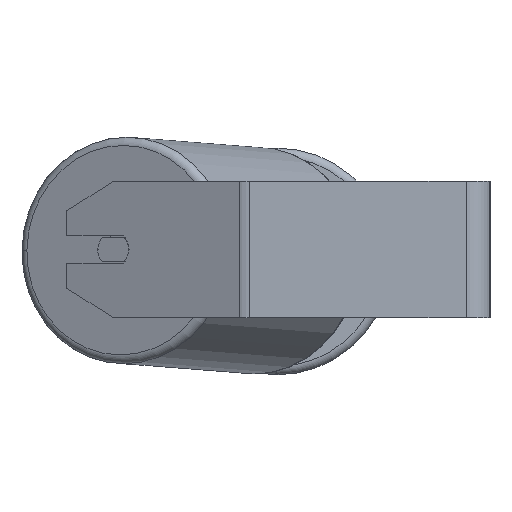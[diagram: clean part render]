
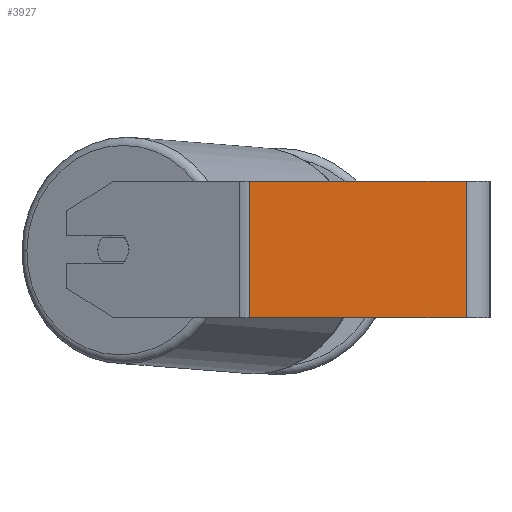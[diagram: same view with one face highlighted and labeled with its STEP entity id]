
A CAD part, left-side view. The second image highlights one B-rep face of the part: STEP entity #3927.
In plain terms, the highlighted planar face has unit normal (-1, 0, 0).
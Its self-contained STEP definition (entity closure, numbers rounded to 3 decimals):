
#118 = VERTEX_POINT ( 'NONE', #6215 ) ;
#364 = CARTESIAN_POINT ( 'NONE',  ( -350., 141.191, 40. ) ) ;
#551 = CARTESIAN_POINT ( 'NONE',  ( -350., 144.295, 40. ) ) ;
#830 = CARTESIAN_POINT ( 'NONE',  ( -350., 144.295, 40. ) ) ;
#874 = PLANE ( 'NONE',  #7472 ) ;
#1486 = DIRECTION ( 'NONE',  ( 0., 0., -1. ) ) ;
#1514 = FACE_OUTER_BOUND ( 'NONE', #4735, .T. ) ;
#1607 = ORIENTED_EDGE ( 'NONE', *, *, #3261, .F. ) ;
#2015 = VECTOR ( 'NONE', #2638, 1000. ) ;
#2510 = DIRECTION ( 'NONE',  ( 0., -1., 0. ) ) ;
#2638 = DIRECTION ( 'NONE',  ( 0., -1., 0. ) ) ;
#2807 = LINE ( 'NONE', #7965, #3707 ) ;
#2857 = CARTESIAN_POINT ( 'NONE',  ( -350., 14., 40. ) ) ;
#3159 = LINE ( 'NONE', #5873, #2015 ) ;
#3261 = EDGE_CURVE ( 'NONE', #5655, #7437, #6389, .T. ) ;
#3336 = EDGE_CURVE ( 'NONE', #7466, #118, #3159, .T. ) ;
#3707 = VECTOR ( 'NONE', #1486, 1000. ) ;
#3927 = ADVANCED_FACE ( 'NONE', ( #1514 ), #874, .F. ) ;
#4095 = LINE ( 'NONE', #2857, #6286 ) ;
#4573 = CARTESIAN_POINT ( 'NONE',  ( -350., 14., 40. ) ) ;
#4735 = EDGE_LOOP ( 'NONE', ( #7271, #6135, #1607, #7865 ) ) ;
#4815 = DIRECTION ( 'NONE',  ( 0., 0., -1. ) ) ;
#4816 = CARTESIAN_POINT ( 'NONE',  ( -350., 141.191, -40. ) ) ;
#5148 = VECTOR ( 'NONE', #2510, 1000. ) ;
#5655 = VERTEX_POINT ( 'NONE', #364 ) ;
#5873 = CARTESIAN_POINT ( 'NONE',  ( -350., 144.295, -40. ) ) ;
#6135 = ORIENTED_EDGE ( 'NONE', *, *, #6338, .F. ) ;
#6215 = CARTESIAN_POINT ( 'NONE',  ( -350., 14., -40. ) ) ;
#6286 = VECTOR ( 'NONE', #4815, 1000. ) ;
#6338 = EDGE_CURVE ( 'NONE', #7437, #118, #4095, .T. ) ;
#6389 = LINE ( 'NONE', #551, #5148 ) ;
#6670 = DIRECTION ( 'NONE',  ( 1., 0., 0. ) ) ;
#7271 = ORIENTED_EDGE ( 'NONE', *, *, #3336, .T. ) ;
#7437 = VERTEX_POINT ( 'NONE', #4573 ) ;
#7466 = VERTEX_POINT ( 'NONE', #4816 ) ;
#7472 = AXIS2_PLACEMENT_3D ( 'NONE', #830, #6670, #7987 ) ;
#7865 = ORIENTED_EDGE ( 'NONE', *, *, #7941, .T. ) ;
#7941 = EDGE_CURVE ( 'NONE', #5655, #7466, #2807, .T. ) ;
#7965 = CARTESIAN_POINT ( 'NONE',  ( -350., 141.191, 40. ) ) ;
#7987 = DIRECTION ( 'NONE',  ( 0., 0., -1. ) ) ;
